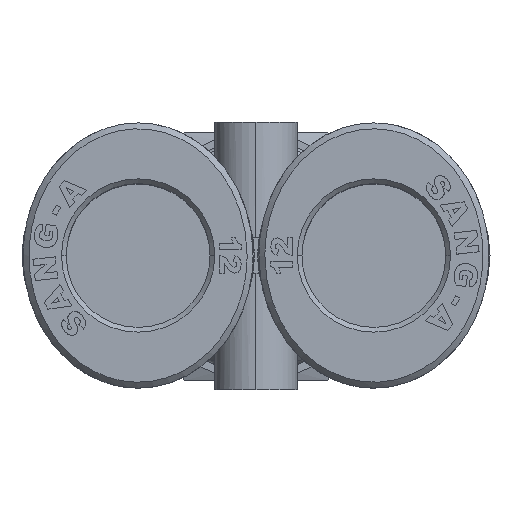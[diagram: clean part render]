
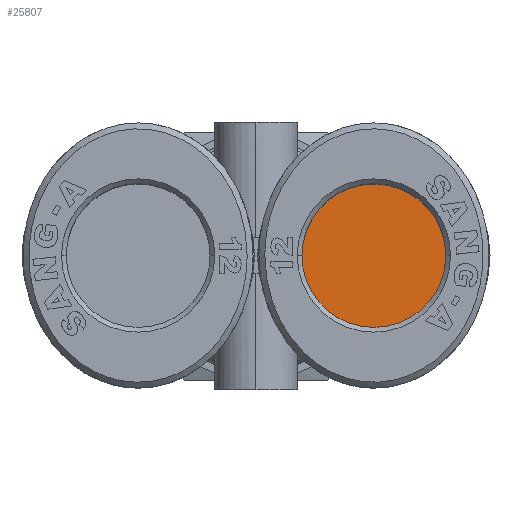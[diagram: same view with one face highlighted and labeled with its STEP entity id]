
A CAD part, top view. The second image highlights one B-rep face of the part: STEP entity #25807.
In plain terms, the highlighted face is planar.
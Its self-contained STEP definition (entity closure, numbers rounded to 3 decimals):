
#1353=CARTESIAN_POINT('',(-16.428,0.,16.1));
#1354=VERTEX_POINT('',#1353);
#1363=CARTESIAN_POINT('',(-16.428,0.,3.9));
#1364=VERTEX_POINT('',#1363);
#1365=CARTESIAN_POINT('',(-16.428,0.,10.));
#1366=DIRECTION('',(1.0,0.0,0.0));
#1367=DIRECTION('',(0.0,0.0,1.0));
#1368=AXIS2_PLACEMENT_3D('',#1365,#1366,#1367);
#1369=CIRCLE('',#1368,6.1);
#1370=EDGE_CURVE('',#1354,#1364,#1369,.T.);
#25788=CARTESIAN_POINT('',(-16.428,0.,10.));
#25789=DIRECTION('',(1.0,0.0,0.0));
#25790=DIRECTION('',(0.0,0.0,1.0));
#25791=AXIS2_PLACEMENT_3D('',#25788,#25789,#25790);
#25792=CIRCLE('',#25791,6.1);
#25793=EDGE_CURVE('',#1364,#1354,#25792,.T.);
#25798=CARTESIAN_POINT('',(-16.428,0.,10.));
#25799=DIRECTION('',(1.0,0.0,0.0));
#25800=DIRECTION('',(0.0,0.0,1.0));
#25801=AXIS2_PLACEMENT_3D('',#25798,#25799,#25800);
#25802=PLANE('',#25801);
#25803=ORIENTED_EDGE('',*,*,#1370,.F.);
#25804=ORIENTED_EDGE('',*,*,#25793,.F.);
#25805=EDGE_LOOP('',(#25803,#25804));
#25806=FACE_OUTER_BOUND('',#25805,.T.);
#25807=ADVANCED_FACE('',(#25806),#25802,.F.);
